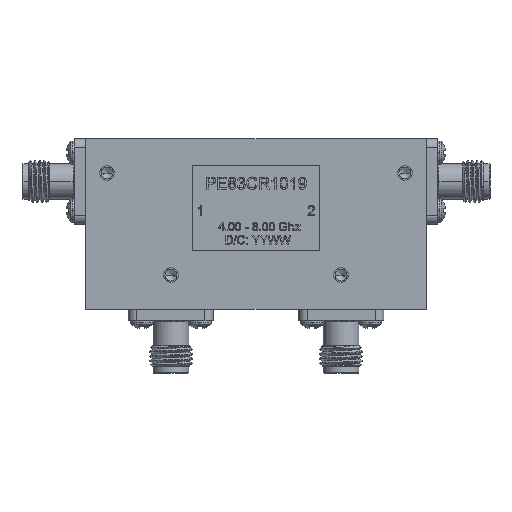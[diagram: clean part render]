
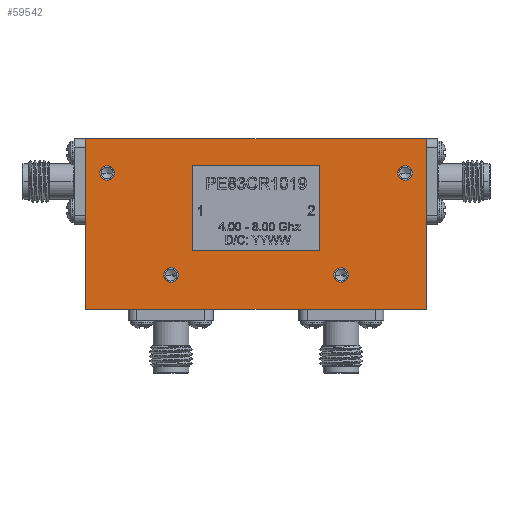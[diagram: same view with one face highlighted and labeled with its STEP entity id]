
A CAD part, top view. The second image highlights one B-rep face of the part: STEP entity #59542.
In plain terms, the highlighted planar face has unit normal (0, 0, 1).
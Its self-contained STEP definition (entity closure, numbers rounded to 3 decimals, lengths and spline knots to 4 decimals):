
#177 = AXIS2_PLACEMENT_3D ( 'NONE', #53281, #66581, #60182 ) ;
#816 = VERTEX_POINT ( 'NONE', #40259 ) ;
#2909 = CARTESIAN_POINT ( 'NONE',  ( -0.375, 0.3432, 0.315 ) ) ;
#4170 = ORIENTED_EDGE ( 'NONE', *, *, #33799, .F. ) ;
#4440 = LINE ( 'NONE', #43603, #23442 ) ;
#4971 = LINE ( 'NONE', #5416, #20169 ) ;
#5416 = CARTESIAN_POINT ( 'NONE',  ( -0.375, 0.3432, 0.315 ) ) ;
#5529 = CIRCLE ( 'NONE', #52613, 0.043 ) ;
#7271 = VECTOR ( 'NONE', #66418, 39.3701 ) ;
#7502 = DIRECTION ( 'NONE',  ( 1., 0., 0. ) ) ;
#7753 = DIRECTION ( 'NONE',  ( 0., 0., 1. ) ) ;
#8325 = DIRECTION ( 'NONE',  ( 0., 0., 1. ) ) ;
#8498 = FACE_BOUND ( 'NONE', #46103, .T. ) ;
#8685 = LINE ( 'NONE', #37737, #10563 ) ;
#9034 = ORIENTED_EDGE ( 'NONE', *, *, #35174, .T. ) ;
#9501 = VERTEX_POINT ( 'NONE', #27654 ) ;
#9627 = CARTESIAN_POINT ( 'NONE',  ( -0.375, -0.1568, 0.315 ) ) ;
#10080 = ORIENTED_EDGE ( 'NONE', *, *, #72875, .F. ) ;
#10563 = VECTOR ( 'NONE', #14132, 39.3701 ) ;
#10978 = EDGE_LOOP ( 'NONE', ( #10080, #34707 ) ) ;
#11078 = LINE ( 'NONE', #78385, #59554 ) ;
#11683 = EDGE_LOOP ( 'NONE', ( #9034, #56471, #39647, #36940 ) ) ;
#11824 = AXIS2_PLACEMENT_3D ( 'NONE', #41249, #47306, #53482 ) ;
#12860 = VERTEX_POINT ( 'NONE', #18206 ) ;
#13332 = DIRECTION ( 'NONE',  ( 1., 0., 0. ) ) ;
#14132 = DIRECTION ( 'NONE',  ( 1., 0., 0. ) ) ;
#14482 = CARTESIAN_POINT ( 'NONE',  ( -0.5, -0.3, 0.315 ) ) ;
#14578 = VECTOR ( 'NONE', #56692, 39.3701 ) ;
#14684 = CARTESIAN_POINT ( 'NONE',  ( 0.5, -0.3, 0.315 ) ) ;
#15148 = DIRECTION ( 'NONE',  ( 0., 0., 1. ) ) ;
#17818 = CARTESIAN_POINT ( 'NONE',  ( -0.375, -0.1568, 0.315 ) ) ;
#18076 = EDGE_CURVE ( 'NONE', #26871, #30828, #64542, .T. ) ;
#18206 = CARTESIAN_POINT ( 'NONE',  ( -0.543, -0.3, 0.315 ) ) ;
#19463 = VERTEX_POINT ( 'NONE', #34369 ) ;
#19779 = CIRCLE ( 'NONE', #33009, 0.043 ) ;
#20015 = DIRECTION ( 'NONE',  ( 0., 0., 1. ) ) ;
#20169 = VECTOR ( 'NONE', #47821, 39.3701 ) ;
#20327 = LINE ( 'NONE', #50299, #14578 ) ;
#21326 = CIRCLE ( 'NONE', #54481, 0.043 ) ;
#21479 = VERTEX_POINT ( 'NONE', #2909 ) ;
#21664 = DIRECTION ( 'NONE',  ( 0., 0., 1. ) ) ;
#21670 = DIRECTION ( 'NONE',  ( 0., 0., 1. ) ) ;
#21970 = VERTEX_POINT ( 'NONE', #24592 ) ;
#23100 = EDGE_CURVE ( 'NONE', #43312, #55761, #4440, .T. ) ;
#23442 = VECTOR ( 'NONE', #31471, 39.3701 ) ;
#23687 = VERTEX_POINT ( 'NONE', #54991 ) ;
#23697 = VERTEX_POINT ( 'NONE', #49388 ) ;
#23871 = CARTESIAN_POINT ( 'NONE',  ( 0.375, -0.1568, 0.315 ) ) ;
#24067 = AXIS2_PLACEMENT_3D ( 'NONE', #69760, #21670, #51881 ) ;
#24177 = CARTESIAN_POINT ( 'NONE',  ( -1., 0.5, 0.315 ) ) ;
#24208 = ORIENTED_EDGE ( 'NONE', *, *, #31486, .F. ) ;
#24592 = CARTESIAN_POINT ( 'NONE',  ( 0.543, -0.3, 0.315 ) ) ;
#24638 = CARTESIAN_POINT ( 'NONE',  ( -0.832, 0.3, 0.315 ) ) ;
#25145 = EDGE_CURVE ( 'NONE', #21970, #23687, #46013, .T. ) ;
#25321 = CARTESIAN_POINT ( 'NONE',  ( -0.5, -0.3, 0.315 ) ) ;
#26073 = EDGE_LOOP ( 'NONE', ( #51927, #74500, #58555, #78167 ) ) ;
#26516 = ORIENTED_EDGE ( 'NONE', *, *, #25145, .F. ) ;
#26871 = VERTEX_POINT ( 'NONE', #23871 ) ;
#27559 = FACE_OUTER_BOUND ( 'NONE', #11683, .T. ) ;
#27654 = CARTESIAN_POINT ( 'NONE',  ( 0.918, 0.3, 0.315 ) ) ;
#28485 = EDGE_CURVE ( 'NONE', #30828, #21479, #4971, .T. ) ;
#29238 = EDGE_CURVE ( 'NONE', #12860, #23697, #58060, .T. ) ;
#30742 = DIRECTION ( 'NONE',  ( -1., 0., 0. ) ) ;
#30828 = VERTEX_POINT ( 'NONE', #41148 ) ;
#31471 = DIRECTION ( 'NONE',  ( -1., 0., 0. ) ) ;
#31486 = EDGE_CURVE ( 'NONE', #49464, #19463, #57312, .T. ) ;
#32244 = FACE_BOUND ( 'NONE', #26073, .T. ) ;
#33009 = AXIS2_PLACEMENT_3D ( 'NONE', #43524, #7753, #13332 ) ;
#33799 = EDGE_CURVE ( 'NONE', #19463, #49464, #5529, .T. ) ;
#34113 = AXIS2_PLACEMENT_3D ( 'NONE', #14482, #21664, #44694 ) ;
#34369 = CARTESIAN_POINT ( 'NONE',  ( -0.918, 0.3, 0.315 ) ) ;
#34707 = ORIENTED_EDGE ( 'NONE', *, *, #61654, .F. ) ;
#35174 = EDGE_CURVE ( 'NONE', #75597, #43312, #11078, .T. ) ;
#35415 = VERTEX_POINT ( 'NONE', #40809 ) ;
#36940 = ORIENTED_EDGE ( 'NONE', *, *, #43040, .T. ) ;
#37109 = PLANE ( 'NONE',  #71426 ) ;
#37737 = CARTESIAN_POINT ( 'NONE',  ( -1., -0.5, 0.315 ) ) ;
#38979 = CARTESIAN_POINT ( 'NONE',  ( 0.375, -0.1568, 0.315 ) ) ;
#39647 = ORIENTED_EDGE ( 'NONE', *, *, #72757, .T. ) ;
#40259 = CARTESIAN_POINT ( 'NONE',  ( 0.832, 0.3, 0.315 ) ) ;
#40809 = CARTESIAN_POINT ( 'NONE',  ( -1., -0.5, 0.315 ) ) ;
#41148 = CARTESIAN_POINT ( 'NONE',  ( 0.375, 0.3432, 0.315 ) ) ;
#41249 = CARTESIAN_POINT ( 'NONE',  ( 0.875, 0.3, 0.315 ) ) ;
#41552 = VERTEX_POINT ( 'NONE', #9627 ) ;
#43040 = EDGE_CURVE ( 'NONE', #35415, #75597, #8685, .T. ) ;
#43312 = VERTEX_POINT ( 'NONE', #50743 ) ;
#43524 = CARTESIAN_POINT ( 'NONE',  ( 0.5, -0.3, 0.315 ) ) ;
#43603 = CARTESIAN_POINT ( 'NONE',  ( -1., 0.5, 0.315 ) ) ;
#44538 = FACE_BOUND ( 'NONE', #51778, .T. ) ;
#44694 = DIRECTION ( 'NONE',  ( 1., 0., 0. ) ) ;
#46013 = CIRCLE ( 'NONE', #71673, 0.043 ) ;
#46103 = EDGE_LOOP ( 'NONE', ( #26516, #69040 ) ) ;
#47306 = DIRECTION ( 'NONE',  ( 0., 0., 1. ) ) ;
#47782 = CARTESIAN_POINT ( 'NONE',  ( -0.375, -0.1568, 0.315 ) ) ;
#47821 = DIRECTION ( 'NONE',  ( -1., 0., 0. ) ) ;
#49388 = CARTESIAN_POINT ( 'NONE',  ( -0.457, -0.3, 0.315 ) ) ;
#49464 = VERTEX_POINT ( 'NONE', #24638 ) ;
#50276 = FACE_BOUND ( 'NONE', #10978, .T. ) ;
#50280 = DIRECTION ( 'NONE',  ( 0., 1., 0. ) ) ;
#50299 = CARTESIAN_POINT ( 'NONE',  ( -1., -0.5, 0.315 ) ) ;
#50743 = CARTESIAN_POINT ( 'NONE',  ( 1., 0.5, 0.315 ) ) ;
#50924 = DIRECTION ( 'NONE',  ( 0., 1., 0. ) ) ;
#51778 = EDGE_LOOP ( 'NONE', ( #69747, #68493 ) ) ;
#51849 = EDGE_CURVE ( 'NONE', #21479, #41552, #53614, .T. ) ;
#51881 = DIRECTION ( 'NONE',  ( 1., 0., 0. ) ) ;
#51899 = LINE ( 'NONE', #17818, #7271 ) ;
#51927 = ORIENTED_EDGE ( 'NONE', *, *, #18076, .F. ) ;
#52613 = AXIS2_PLACEMENT_3D ( 'NONE', #76267, #15148, #70643 ) ;
#53281 = CARTESIAN_POINT ( 'NONE',  ( 0.875, 0.3, 0.315 ) ) ;
#53482 = DIRECTION ( 'NONE',  ( 1., 0., 0. ) ) ;
#53614 = LINE ( 'NONE', #47782, #63136 ) ;
#54443 = CIRCLE ( 'NONE', #11824, 0.043 ) ;
#54481 = AXIS2_PLACEMENT_3D ( 'NONE', #25321, #20015, #7502 ) ;
#54887 = DIRECTION ( 'NONE',  ( 0., 0., -1. ) ) ;
#54991 = CARTESIAN_POINT ( 'NONE',  ( 0.457, -0.3, 0.315 ) ) ;
#55761 = VERTEX_POINT ( 'NONE', #24177 ) ;
#56471 = ORIENTED_EDGE ( 'NONE', *, *, #23100, .T. ) ;
#56692 = DIRECTION ( 'NONE',  ( 0., -1., 0. ) ) ;
#57312 = CIRCLE ( 'NONE', #24067, 0.043 ) ;
#57616 = EDGE_LOOP ( 'NONE', ( #24208, #4170 ) ) ;
#58060 = CIRCLE ( 'NONE', #34113, 0.043 ) ;
#58555 = ORIENTED_EDGE ( 'NONE', *, *, #51849, .F. ) ;
#59542 = ADVANCED_FACE ( 'NONE', ( #27559, #50276, #8498, #44538, #64571, #32244 ), #37109, .F. ) ;
#59554 = VECTOR ( 'NONE', #50280, 39.3701 ) ;
#59560 = DIRECTION ( 'NONE',  ( 0., -1., 0. ) ) ;
#60182 = DIRECTION ( 'NONE',  ( 1., 0., 0. ) ) ;
#61654 = EDGE_CURVE ( 'NONE', #816, #9501, #71360, .T. ) ;
#62766 = DIRECTION ( 'NONE',  ( 1., 0., 0. ) ) ;
#63136 = VECTOR ( 'NONE', #59560, 39.3701 ) ;
#64542 = LINE ( 'NONE', #38979, #68389 ) ;
#64571 = FACE_BOUND ( 'NONE', #57616, .T. ) ;
#66418 = DIRECTION ( 'NONE',  ( 1., 0., 0. ) ) ;
#66581 = DIRECTION ( 'NONE',  ( 0., 0., 1. ) ) ;
#67480 = EDGE_CURVE ( 'NONE', #23687, #21970, #19779, .T. ) ;
#67705 = CARTESIAN_POINT ( 'NONE',  ( 0., 0., 0.315 ) ) ;
#68389 = VECTOR ( 'NONE', #50924, 39.3701 ) ;
#68493 = ORIENTED_EDGE ( 'NONE', *, *, #29238, .F. ) ;
#69040 = ORIENTED_EDGE ( 'NONE', *, *, #67480, .F. ) ;
#69747 = ORIENTED_EDGE ( 'NONE', *, *, #71984, .F. ) ;
#69760 = CARTESIAN_POINT ( 'NONE',  ( -0.875, 0.3, 0.315 ) ) ;
#70643 = DIRECTION ( 'NONE',  ( 1., 0., 0. ) ) ;
#71360 = CIRCLE ( 'NONE', #177, 0.043 ) ;
#71426 = AXIS2_PLACEMENT_3D ( 'NONE', #67705, #54887, #30742 ) ;
#71673 = AXIS2_PLACEMENT_3D ( 'NONE', #14684, #8325, #62766 ) ;
#71984 = EDGE_CURVE ( 'NONE', #23697, #12860, #21326, .T. ) ;
#72757 = EDGE_CURVE ( 'NONE', #55761, #35415, #20327, .T. ) ;
#72875 = EDGE_CURVE ( 'NONE', #9501, #816, #54443, .T. ) ;
#74500 = ORIENTED_EDGE ( 'NONE', *, *, #78555, .F. ) ;
#75597 = VERTEX_POINT ( 'NONE', #77746 ) ;
#76267 = CARTESIAN_POINT ( 'NONE',  ( -0.875, 0.3, 0.315 ) ) ;
#77746 = CARTESIAN_POINT ( 'NONE',  ( 1., -0.5, 0.315 ) ) ;
#78167 = ORIENTED_EDGE ( 'NONE', *, *, #28485, .F. ) ;
#78385 = CARTESIAN_POINT ( 'NONE',  ( 1., -0.5, 0.315 ) ) ;
#78555 = EDGE_CURVE ( 'NONE', #41552, #26871, #51899, .T. ) ;
